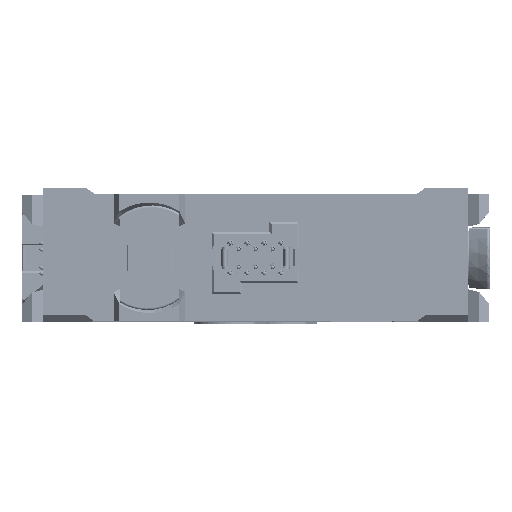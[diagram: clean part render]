
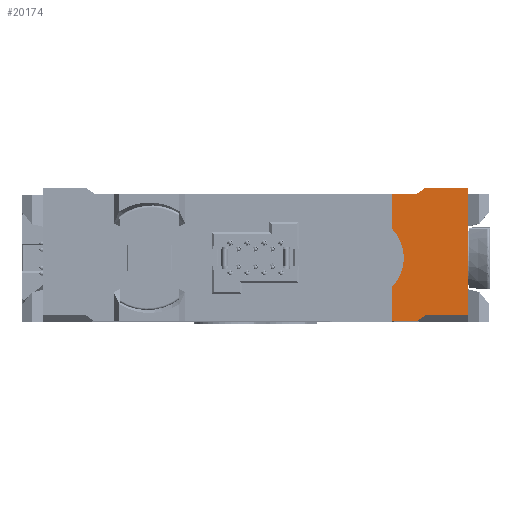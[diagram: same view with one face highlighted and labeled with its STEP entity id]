
A CAD part, top view. The second image highlights one B-rep face of the part: STEP entity #20174.
In plain terms, the highlighted planar face has unit normal (0, 0, 1).
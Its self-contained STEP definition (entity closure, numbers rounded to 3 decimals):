
#145 = EDGE_CURVE ( 'NONE', #67318, #47599, #40759, .T. ) ;
#377 = CARTESIAN_POINT ( 'NONE',  ( 75.757, 30., 100. ) ) ;
#1650 = CARTESIAN_POINT ( 'NONE',  ( 80., -27., 100. ) ) ;
#3525 = DIRECTION ( 'NONE',  ( 0., 1., 0. ) ) ;
#3862 = CIRCLE ( 'NONE', #33727, 19.726 ) ;
#4038 = ORIENTED_EDGE ( 'NONE', *, *, #38721, .T. ) ;
#4110 = VERTEX_POINT ( 'NONE', #46955 ) ;
#4951 = VECTOR ( 'NONE', #57427, 1000. ) ;
#7389 = ORIENTED_EDGE ( 'NONE', *, *, #24991, .F. ) ;
#7937 = VECTOR ( 'NONE', #56301, 1000. ) ;
#10953 = DIRECTION ( 'NONE',  ( 0., 0., -1. ) ) ;
#11757 = VERTEX_POINT ( 'NONE', #20135 ) ;
#11811 = EDGE_CURVE ( 'NONE', #22730, #63632, #18740, .T. ) ;
#12138 = DIRECTION ( 'NONE',  ( 0., -1., 0. ) ) ;
#13262 = LINE ( 'NONE', #50574, #19210 ) ;
#14987 = VECTOR ( 'NONE', #37292, 1000. ) ;
#16409 = CARTESIAN_POINT ( 'NONE',  ( 80., 33., 100. ) ) ;
#17121 = VECTOR ( 'NONE', #21469, 1000. ) ;
#17561 = EDGE_CURVE ( 'NONE', #52890, #11757, #32327, .T. ) ;
#18740 = LINE ( 'NONE', #61921, #4951 ) ;
#19210 = VECTOR ( 'NONE', #34501, 1000. ) ;
#20135 = CARTESIAN_POINT ( 'NONE',  ( 100., -27., 100. ) ) ;
#20174 = ADVANCED_FACE ( 'NONE', ( #59390 ), #64585, .F. ) ;
#20477 = CARTESIAN_POINT ( 'NONE',  ( -100., 30., 100. ) ) ;
#21469 = DIRECTION ( 'NONE',  ( 0., 1., 0. ) ) ;
#21519 = DIRECTION ( 'NONE',  ( -1., 0., 0. ) ) ;
#21757 = CARTESIAN_POINT ( 'NONE',  ( -100., 30., 100. ) ) ;
#22426 = ORIENTED_EDGE ( 'NONE', *, *, #42480, .F. ) ;
#22730 = VERTEX_POINT ( 'NONE', #32287 ) ;
#24524 = VERTEX_POINT ( 'NONE', #16409 ) ;
#24991 = EDGE_CURVE ( 'NONE', #24524, #52890, #51432, .T. ) ;
#25985 = LINE ( 'NONE', #42709, #17121 ) ;
#26464 = LINE ( 'NONE', #42530, #14987 ) ;
#26958 = VECTOR ( 'NONE', #21519, 1000. ) ;
#27040 = VECTOR ( 'NONE', #63978, 1000. ) ;
#28348 = EDGE_CURVE ( 'NONE', #34950, #67318, #3862, .T. ) ;
#28557 = ORIENTED_EDGE ( 'NONE', *, *, #11811, .T. ) ;
#31438 = ORIENTED_EDGE ( 'NONE', *, *, #37086, .F. ) ;
#32287 = CARTESIAN_POINT ( 'NONE',  ( 64.2, -30., 100. ) ) ;
#32327 = LINE ( 'NONE', #38264, #61217 ) ;
#32761 = EDGE_CURVE ( 'NONE', #47599, #41877, #53228, .T. ) ;
#33727 = AXIS2_PLACEMENT_3D ( 'NONE', #49242, #64531, #53786 ) ;
#34501 = DIRECTION ( 'NONE',  ( -0.816, -0.577, 0. ) ) ;
#34829 = CARTESIAN_POINT ( 'NONE',  ( 100., 33., 100. ) ) ;
#34878 = CARTESIAN_POINT ( 'NONE',  ( 75.757, -30., 100. ) ) ;
#34941 = ORIENTED_EDGE ( 'NONE', *, *, #32761, .F. ) ;
#34950 = VERTEX_POINT ( 'NONE', #47299 ) ;
#35626 = ORIENTED_EDGE ( 'NONE', *, *, #28348, .F. ) ;
#35817 = EDGE_CURVE ( 'NONE', #24524, #41877, #13262, .T. ) ;
#37086 = EDGE_CURVE ( 'NONE', #22730, #34950, #25985, .T. ) ;
#37292 = DIRECTION ( 'NONE',  ( 0.816, 0.577, 0. ) ) ;
#38118 = DIRECTION ( 'NONE',  ( -1., 0., 0. ) ) ;
#38264 = CARTESIAN_POINT ( 'NONE',  ( 100., 30., 100. ) ) ;
#38721 = EDGE_CURVE ( 'NONE', #63632, #4110, #26464, .T. ) ;
#40759 = LINE ( 'NONE', #50584, #63189 ) ;
#41877 = VERTEX_POINT ( 'NONE', #377 ) ;
#42480 = EDGE_CURVE ( 'NONE', #11757, #4110, #49379, .T. ) ;
#42530 = CARTESIAN_POINT ( 'NONE',  ( 93.333, -17.572, 100. ) ) ;
#42696 = EDGE_LOOP ( 'NONE', ( #28557, #4038, #22426, #48359, #7389, #59487, #34941, #45063, #35626, #31438 ) ) ;
#42709 = CARTESIAN_POINT ( 'NONE',  ( 64.2, -30., 100. ) ) ;
#44882 = CARTESIAN_POINT ( 'NONE',  ( 64.2, 13.693, 100. ) ) ;
#45063 = ORIENTED_EDGE ( 'NONE', *, *, #145, .F. ) ;
#45481 = CARTESIAN_POINT ( 'NONE',  ( 100., 33., 100. ) ) ;
#46955 = CARTESIAN_POINT ( 'NONE',  ( 80., -27., 100. ) ) ;
#47299 = CARTESIAN_POINT ( 'NONE',  ( 64.2, -13.693, 100. ) ) ;
#47599 = VERTEX_POINT ( 'NONE', #65323 ) ;
#48359 = ORIENTED_EDGE ( 'NONE', *, *, #17561, .F. ) ;
#49242 = CARTESIAN_POINT ( 'NONE',  ( 50., 0., 100. ) ) ;
#49379 = LINE ( 'NONE', #1650, #26958 ) ;
#50574 = CARTESIAN_POINT ( 'NONE',  ( -41.414, -52.853, 100. ) ) ;
#50584 = CARTESIAN_POINT ( 'NONE',  ( 64.2, -30., 100. ) ) ;
#51432 = LINE ( 'NONE', #45481, #7937 ) ;
#52890 = VERTEX_POINT ( 'NONE', #34829 ) ;
#53228 = LINE ( 'NONE', #20477, #27040 ) ;
#53786 = DIRECTION ( 'NONE',  ( -1., 0., 0. ) ) ;
#55969 = AXIS2_PLACEMENT_3D ( 'NONE', #21757, #10953, #38118 ) ;
#56301 = DIRECTION ( 'NONE',  ( 1., 0., 0. ) ) ;
#57427 = DIRECTION ( 'NONE',  ( 1., 0., 0. ) ) ;
#59390 = FACE_OUTER_BOUND ( 'NONE', #42696, .T. ) ;
#59487 = ORIENTED_EDGE ( 'NONE', *, *, #35817, .T. ) ;
#61217 = VECTOR ( 'NONE', #12138, 1000. ) ;
#61921 = CARTESIAN_POINT ( 'NONE',  ( -100., -30., 100. ) ) ;
#63189 = VECTOR ( 'NONE', #3525, 1000. ) ;
#63632 = VERTEX_POINT ( 'NONE', #34878 ) ;
#63978 = DIRECTION ( 'NONE',  ( 1., 0., 0. ) ) ;
#64531 = DIRECTION ( 'NONE',  ( 0., 0., 1. ) ) ;
#64585 = PLANE ( 'NONE',  #55969 ) ;
#65323 = CARTESIAN_POINT ( 'NONE',  ( 64.2, 30., 100. ) ) ;
#67318 = VERTEX_POINT ( 'NONE', #44882 ) ;
